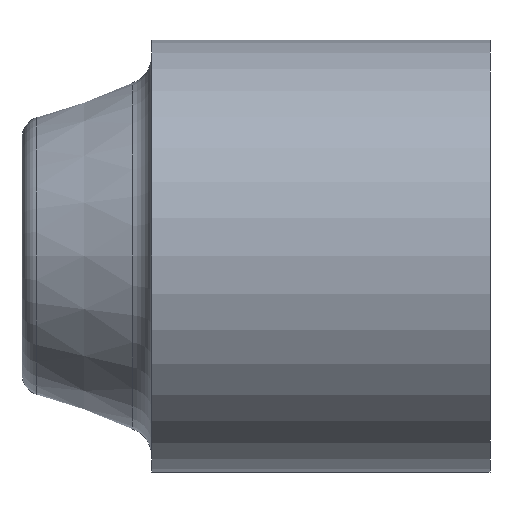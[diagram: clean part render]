
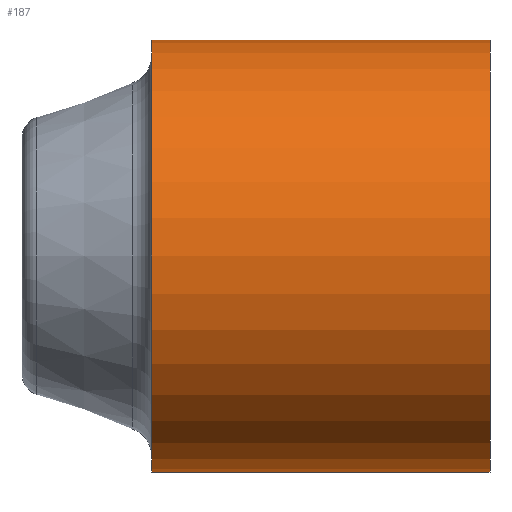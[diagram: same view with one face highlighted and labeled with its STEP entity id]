
A CAD part, front view. The second image highlights one B-rep face of the part: STEP entity #187.
In plain terms, the highlighted cylindrical face has radius 3 mm (diameter 6 mm), a full revolution.
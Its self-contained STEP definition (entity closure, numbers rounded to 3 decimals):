
#16=CYLINDRICAL_SURFACE('',#237,3.);
#26=LINE('',#392,#29);
#29=VECTOR('',#307,3.);
#38=FACE_OUTER_BOUND('',#49,.T.);
#49=EDGE_LOOP('',(#168,#169,#170,#171,#172,#173));
#61=CIRCLE('',#221,3.);
#62=CIRCLE('',#222,3.);
#74=CIRCLE('',#238,3.);
#75=CIRCLE('',#239,3.);
#84=VERTEX_POINT('',#332);
#85=VERTEX_POINT('',#333);
#95=VERTEX_POINT('',#388);
#96=VERTEX_POINT('',#389);
#107=EDGE_CURVE('',#84,#85,#61,.T.);
#108=EDGE_CURVE('',#85,#84,#62,.T.);
#121=EDGE_CURVE('',#95,#96,#74,.T.);
#122=EDGE_CURVE('',#96,#95,#75,.T.);
#123=EDGE_CURVE('',#96,#85,#26,.T.);
#168=ORIENTED_EDGE('',*,*,#121,.F.);
#169=ORIENTED_EDGE('',*,*,#122,.F.);
#170=ORIENTED_EDGE('',*,*,#123,.T.);
#171=ORIENTED_EDGE('',*,*,#108,.T.);
#172=ORIENTED_EDGE('',*,*,#107,.T.);
#173=ORIENTED_EDGE('',*,*,#123,.F.);
#187=ADVANCED_FACE('',(#38),#16,.T.);
#221=AXIS2_PLACEMENT_3D('',#334,#268,#269);
#222=AXIS2_PLACEMENT_3D('',#335,#270,#271);
#237=AXIS2_PLACEMENT_3D('',#387,#301,#302);
#238=AXIS2_PLACEMENT_3D('',#390,#303,#304);
#239=AXIS2_PLACEMENT_3D('',#391,#305,#306);
#268=DIRECTION('center_axis',(1.,0.,0.));
#269=DIRECTION('ref_axis',(0.,0.,-1.));
#270=DIRECTION('center_axis',(1.,0.,0.));
#271=DIRECTION('ref_axis',(0.,0.,-1.));
#301=DIRECTION('center_axis',(1.,0.,0.));
#302=DIRECTION('ref_axis',(0.,1.,0.));
#303=DIRECTION('center_axis',(1.,0.,0.));
#304=DIRECTION('ref_axis',(0.,0.,-1.));
#305=DIRECTION('center_axis',(1.,0.,0.));
#306=DIRECTION('ref_axis',(0.,0.,-1.));
#307=DIRECTION('',(-1.,0.,0.));
#332=CARTESIAN_POINT('',(-4.7,3.,0.));
#333=CARTESIAN_POINT('',(-4.7,-3.,0.));
#334=CARTESIAN_POINT('Origin',(-4.7,0.,0.));
#335=CARTESIAN_POINT('Origin',(-4.7,0.,0.));
#387=CARTESIAN_POINT('Origin',(-2.35,0.,0.));
#388=CARTESIAN_POINT('',(0.,3.,0.));
#389=CARTESIAN_POINT('',(0.,-3.,0.));
#390=CARTESIAN_POINT('Origin',(0.,0.,0.));
#391=CARTESIAN_POINT('Origin',(0.,0.,0.));
#392=CARTESIAN_POINT('',(-2.35,-3.,0.));
